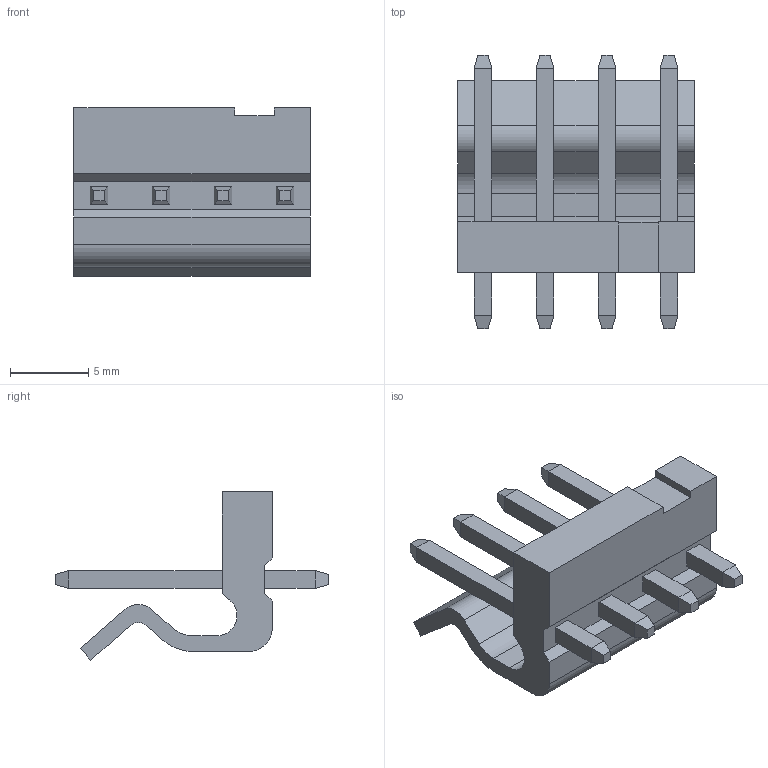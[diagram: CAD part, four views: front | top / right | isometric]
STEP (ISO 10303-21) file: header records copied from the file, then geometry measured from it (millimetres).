
FILE_DESCRIPTION((''),'2;1');
FILE_NAME('009652048','2013-12-04T',('me'),(''),'PRO/ENGINEER BY PARAMETRIC TECHNOLOGY CORPORATION, 2011490','PRO/ENGINEER BY PARAMETRIC TECHNOLOGY CORPORATION, 2011490','');
FILE_SCHEMA(('CONFIG_CONTROL_DESIGN'));
Length unit declared in the file: millimetre
Products named in the file (1): 009652048
Bounding box: 15.08 x 17.45 x 10.75 mm (x, y, z)
Volume: 667.8 mm3; surface area: 1058.1 mm2
Topology: 1 solids, 1 shells, 99 faces, 243 edges, 154 vertices
Faces by surface type: plane 93, cylinder 6
Entity records: 2872 total; most frequent: CARTESIAN_POINT 489, ORIENTED_EDGE 470, DIRECTION 463, EDGE_CURVE 235, VECTOR 223, LINE 223, VERTEX_POINT 146, AXIS2_PLACEMENT_3D 120
